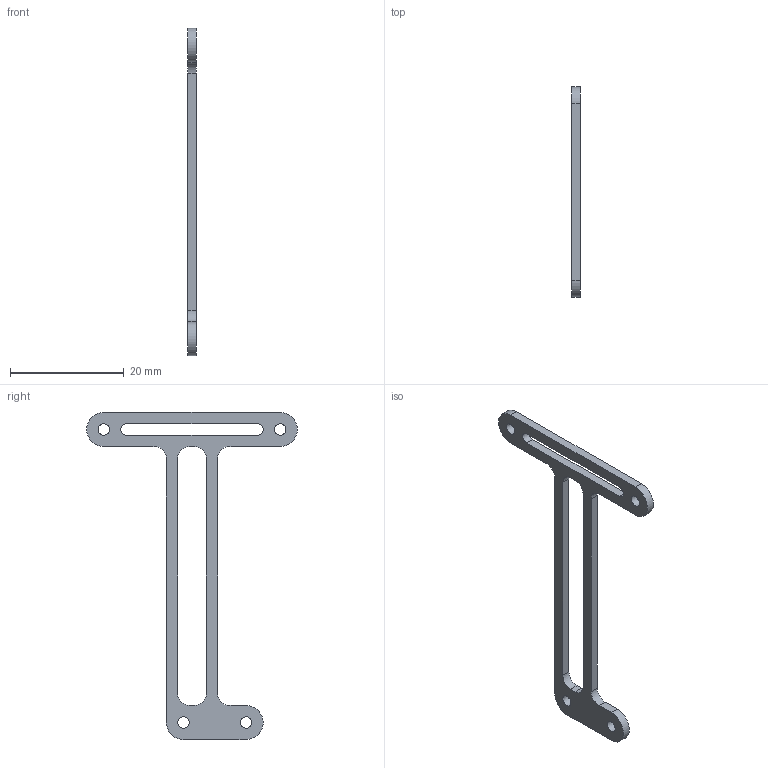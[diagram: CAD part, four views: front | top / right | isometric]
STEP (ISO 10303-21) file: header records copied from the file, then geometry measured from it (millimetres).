
FILE_DESCRIPTION(/* description */ (''),/* implementation_level */ '2;1');
FILE_NAME(/* name */ '',/* time_stamp */ '2023-12-10T19:45:25+09:00',/* author */ (''),/* organization */ (''),/* preprocessor_version */ 'ST-DEVELOPER v20',/* originating_system */ 'Autodesk Translation Framework v12.14.0.127',/* authorisation */ '');
FILE_SCHEMA (('AUTOMOTIVE_DESIGN { 1 0 10303 214 3 1 1 }'));
Length unit declared in the file: millimetre
Products named in the file (2): 膝プレート; コンポーネント1
Assembly tree (1 placements, depth 2):
  膝プレート
    コンポーネント1
Bounding box: 1.5 x 37 x 57.5 mm (x, y, z)
Volume: 655.2 mm3; surface area: 1426.2 mm2
Topology: 1 solids, 1 shells, 32 faces, 90 edges, 60 vertices
Faces by surface type: cylinder 17, plane 15
Full cylindrical faces by diameter (mm): 2 x4
Entity records: 1125 total; most frequent: DIRECTION 194, CARTESIAN_POINT 185, ORIENTED_EDGE 180, EDGE_CURVE 90, AXIS2_PLACEMENT_3D 69, VERTEX_POINT 60, LINE 56, VECTOR 56
